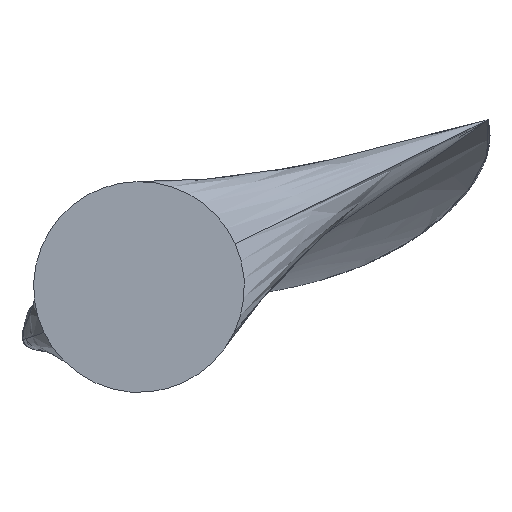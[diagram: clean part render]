
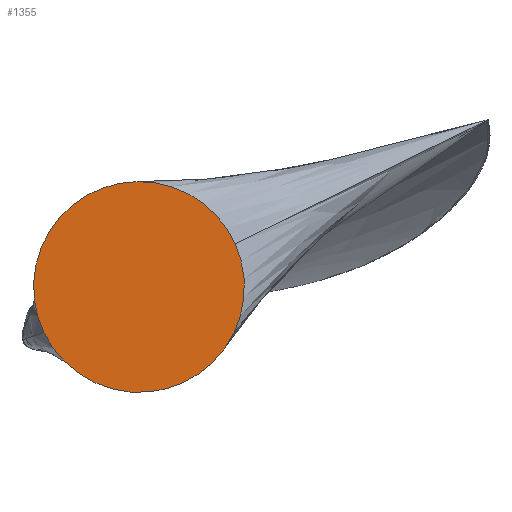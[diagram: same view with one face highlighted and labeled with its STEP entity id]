
A CAD part, top view. The second image highlights one B-rep face of the part: STEP entity #1355.
In plain terms, the highlighted planar face has unit normal (0, 0, 1).
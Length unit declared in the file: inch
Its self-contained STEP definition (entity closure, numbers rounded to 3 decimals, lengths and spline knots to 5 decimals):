
#134 = CARTESIAN_POINT ( 'NONE',  ( -0.51479, -0.24706, 0. ) ) ;
#167 = CARTESIAN_POINT ( 'NONE',  ( 0.52069, 0.23435, 0. ) ) ;
#433 = EDGE_LOOP ( 'NONE', ( #2792, #448 ) ) ;
#448 = ORIENTED_EDGE ( 'NONE', *, *, #2084, .T. ) ;
#615 = CARTESIAN_POINT ( 'NONE',  ( 0., 0., 0. ) ) ;
#818 = AXIS2_PLACEMENT_3D ( 'NONE', #615, #1571, #2510 ) ;
#830 = PLANE ( 'NONE',  #818 ) ;
#835 = DIRECTION ( 'NONE',  ( 1., 0., 0. ) ) ;
#909 = VERTEX_POINT ( 'NONE', #134 ) ;
#1093 = CARTESIAN_POINT ( 'NONE',  ( 0., 0., 0. ) ) ;
#1212 = AXIS2_PLACEMENT_3D ( 'NONE', #1093, #2039, #2594 ) ;
#1355 = ADVANCED_FACE ( 'NONE', ( #2944 ), #830, .T. ) ;
#1571 = DIRECTION ( 'NONE',  ( 0., 0., 1. ) ) ;
#1619 = AXIS2_PLACEMENT_3D ( 'NONE', #2786, #2499, #835 ) ;
#1865 = VERTEX_POINT ( 'NONE', #167 ) ;
#2039 = DIRECTION ( 'NONE',  ( 0., 0., 1. ) ) ;
#2084 = EDGE_CURVE ( 'NONE', #1865, #909, #2801, .T. ) ;
#2499 = DIRECTION ( 'NONE',  ( 0., 0., 1. ) ) ;
#2510 = DIRECTION ( 'NONE',  ( 1., 0., 0. ) ) ;
#2594 = DIRECTION ( 'NONE',  ( 1., 0., 0. ) ) ;
#2739 = EDGE_CURVE ( 'NONE', #909, #1865, #2952, .T. ) ;
#2786 = CARTESIAN_POINT ( 'NONE',  ( 0., 0., 0. ) ) ;
#2792 = ORIENTED_EDGE ( 'NONE', *, *, #2739, .T. ) ;
#2801 = CIRCLE ( 'NONE', #1212, 0.571 ) ;
#2944 = FACE_OUTER_BOUND ( 'NONE', #433, .T. ) ;
#2952 = CIRCLE ( 'NONE', #1619, 0.571 ) ;
